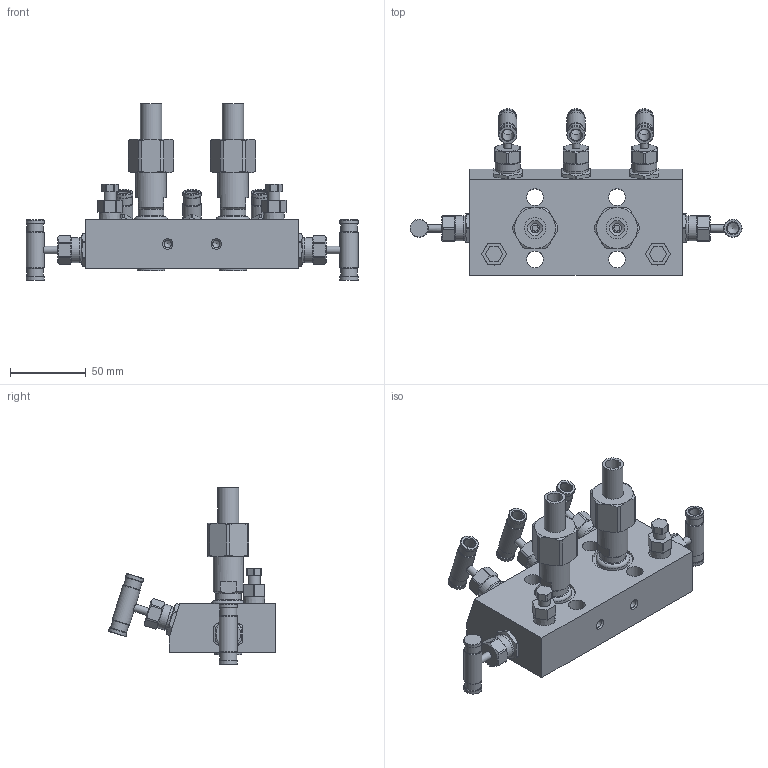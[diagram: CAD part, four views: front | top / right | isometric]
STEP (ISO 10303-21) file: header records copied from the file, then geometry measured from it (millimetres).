
FILE_DESCRIPTION(('STEP AP214'), '1');
FILE_NAME('ﾁﾊﾍ5-115', '2023-08-02T09:03:49', ('admin'), (''), 'ASCON STEP Converter 1.6', 'ASCON Math Kernel', '');
FILE_SCHEMA(('AUTOMOTIVE_DESIGN { 1 0 10303 214 3 1 1}'));
Length unit declared in the file: millimetre
Products named in the file (1): ﾁﾊﾍ5-115
Bounding box: 218.91 x 109.91 x 116.55 mm (x, y, z)
Volume: 383742.4 mm3; surface area: 74214.6 mm2
Topology: 5 solids, 5 shells, 510 faces, 1172 edges, 735 vertices
Faces by surface type: plane 195, cylinder 181, cone 110, torus 24
Full cylindrical faces by diameter (mm): 2.5 x2, 3 x2, 4 x4, 4.917 x2, 5 x5, 6 x6, 7.459 x5, 8 x4, 10 x2, 11 x14, 12 x15, 14 x2, 16 x5, 16.5 x5, 17 x2, 18 x2, 20 x2, 22 x2, 24 x2, 27 x2
Entity records: 23027 total; most frequent: CARTESIAN_POINT 8078, DIRECTION 2307, ORIENTED_EDGE 1938, AXIS2_PLACEMENT_3D 997, EDGE_CURVE 969, EDGE_LOOP 781, VERTEX_POINT 724, COLOUR_RGB 513
